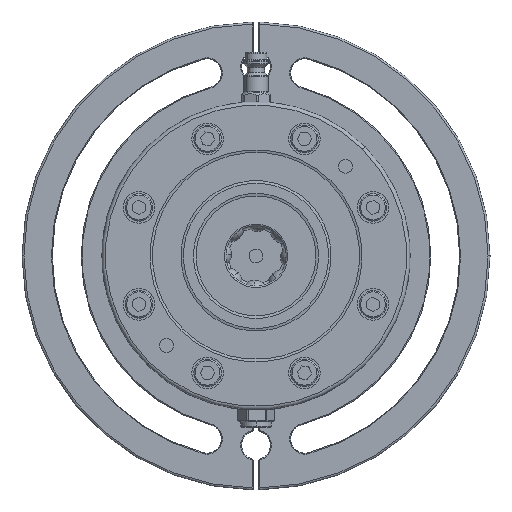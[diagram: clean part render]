
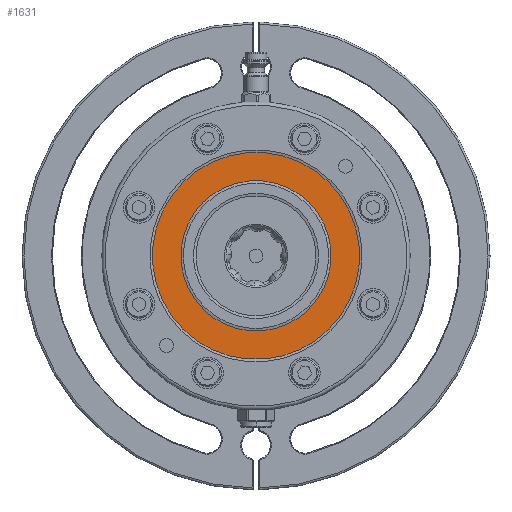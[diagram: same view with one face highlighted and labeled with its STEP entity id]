
A CAD part, top view. The second image highlights one B-rep face of the part: STEP entity #1631.
In plain terms, the highlighted face is planar.
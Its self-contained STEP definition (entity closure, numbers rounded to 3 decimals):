
#97 = EDGE_CURVE ( 'NONE', #12337, #36919, #38691, .T. ) ;
#283 = CIRCLE ( 'NONE', #16051, 37.6 ) ;
#1631 = ADVANCED_FACE ( 'NONE', ( #8443, #40357 ), #41045, .T. ) ;
#3656 = ORIENTED_EDGE ( 'NONE', *, *, #97, .T. ) ;
#4939 = DIRECTION ( 'NONE',  ( 0., 1., 0. ) ) ;
#5253 = DIRECTION ( 'NONE',  ( 0., 0., 1. ) ) ;
#5559 = CARTESIAN_POINT ( 'NONE',  ( 27.231, 13.81, 112. ) ) ;
#5983 = CARTESIAN_POINT ( 'NONE',  ( 27.231, 13.81, 149.6 ) ) ;
#6387 = EDGE_CURVE ( 'NONE', #36919, #12337, #32190, .T. ) ;
#8443 = FACE_OUTER_BOUND ( 'NONE', #9519, .T. ) ;
#8502 = CARTESIAN_POINT ( 'NONE',  ( -10.369, 13.81, 112. ) ) ;
#8878 = AXIS2_PLACEMENT_3D ( 'NONE', #39339, #21507, #11809 ) ;
#8893 = AXIS2_PLACEMENT_3D ( 'NONE', #44763, #12707, #44619 ) ;
#9519 = EDGE_LOOP ( 'NONE', ( #33564, #28968 ) ) ;
#11442 = DIRECTION ( 'NONE',  ( 0., 1., 0. ) ) ;
#11809 = DIRECTION ( 'NONE',  ( 0., 0., 1. ) ) ;
#12337 = VERTEX_POINT ( 'NONE', #25257 ) ;
#12707 = DIRECTION ( 'NONE',  ( 0., 1., 0. ) ) ;
#16051 = AXIS2_PLACEMENT_3D ( 'NONE', #5559, #4939, #5253 ) ;
#17129 = EDGE_CURVE ( 'NONE', #19789, #38405, #36295, .T. ) ;
#17430 = ORIENTED_EDGE ( 'NONE', *, *, #6387, .T. ) ;
#19789 = VERTEX_POINT ( 'NONE', #5983 ) ;
#21507 = DIRECTION ( 'NONE',  ( 0., 1., 0. ) ) ;
#25257 = CARTESIAN_POINT ( 'NONE',  ( 27.231, 13.81, 139.3 ) ) ;
#27623 = CARTESIAN_POINT ( 'NONE',  ( 27.231, 13.81, 74.4 ) ) ;
#28704 = AXIS2_PLACEMENT_3D ( 'NONE', #8502, #44319, #30351 ) ;
#28716 = CARTESIAN_POINT ( 'NONE',  ( 27.231, 13.81, 84.7 ) ) ;
#28968 = ORIENTED_EDGE ( 'NONE', *, *, #17129, .F. ) ;
#30351 = DIRECTION ( 'NONE',  ( 0., 0., -1. ) ) ;
#30392 = AXIS2_PLACEMENT_3D ( 'NONE', #36302, #11442, #40382 ) ;
#32190 = CIRCLE ( 'NONE', #8878, 27.3 ) ;
#33409 = EDGE_CURVE ( 'NONE', #38405, #19789, #283, .T. ) ;
#33564 = ORIENTED_EDGE ( 'NONE', *, *, #33409, .F. ) ;
#36295 = CIRCLE ( 'NONE', #30392, 37.6 ) ;
#36302 = CARTESIAN_POINT ( 'NONE',  ( 27.231, 13.81, 112. ) ) ;
#36919 = VERTEX_POINT ( 'NONE', #28716 ) ;
#37738 = EDGE_LOOP ( 'NONE', ( #3656, #17430 ) ) ;
#38405 = VERTEX_POINT ( 'NONE', #27623 ) ;
#38691 = CIRCLE ( 'NONE', #8893, 27.3 ) ;
#39339 = CARTESIAN_POINT ( 'NONE',  ( 27.231, 13.81, 112. ) ) ;
#40357 = FACE_BOUND ( 'NONE', #37738, .T. ) ;
#40382 = DIRECTION ( 'NONE',  ( 0., 0., 1. ) ) ;
#41045 = PLANE ( 'NONE',  #28704 ) ;
#44319 = DIRECTION ( 'NONE',  ( 0., -1., 0. ) ) ;
#44619 = DIRECTION ( 'NONE',  ( 0., 0., 1. ) ) ;
#44763 = CARTESIAN_POINT ( 'NONE',  ( 27.231, 13.81, 112. ) ) ;
